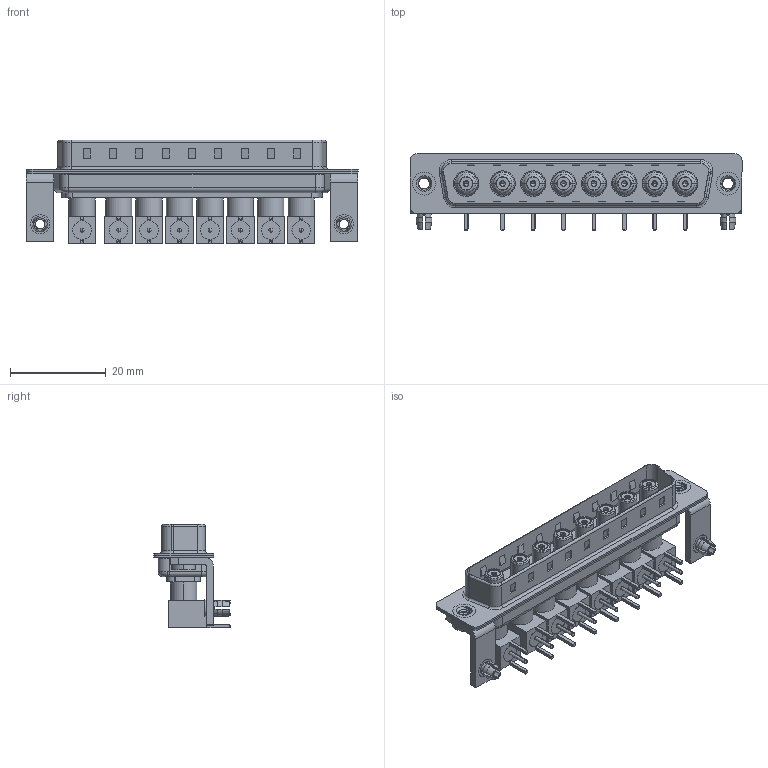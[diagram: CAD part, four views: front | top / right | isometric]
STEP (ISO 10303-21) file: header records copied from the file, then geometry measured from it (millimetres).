
FILE_DESCRIPTION (( 'STEP AP203' ), '1' );
FILE_NAME ('629-8W8-240-7NB.STEP', '2022-05-14T06:12:42', ( '' ), ( '' ), 'SwSTEP 2.0', 'SolidWorks 2020', '' );
FILE_SCHEMA (( 'CONFIG_CONTROL_DESIGN' ));
Length unit declared in the file: millimetre
Products named in the file (22): RA Back Shell; Co-Ax Jack Assy_RA; 629-8W8-240-7NB; 629Combo Board Lock; 629Combo Housing_8W8; Insulator Socket 2; 629Combo Stabilizer Bracket; 629Combo Shell Rear_37 Contacts; Co-Ax Jack_RA PC Tail; 629Combo Shell Front_37 Contacts; Locking Collar; 629Combo Threaded Rivet_2; Socket_RA; Insulator RA Pin; Insulator Socket
Assembly tree (73 placements, depth 3):
  629-8W8-240-7NB
    629Combo Housing_8W8
    629Combo Shell Rear_37 Contacts
    629Combo Shell Front_37 Contacts
    629Combo Threaded Rivet_2  x2
    629Combo Stabilizer Bracket  x2
    629Combo Board Lock  x2
    Co-Ax Jack Assy_RA
      Co-Ax Jack_RA PC Tail
      Insulator Socket
      Insulator Socket 2
      Locking Collar
      Socket_RA
      RA Back Shell
      Insulator RA Pin
    Co-Ax Jack Assy_RA
      Co-Ax Jack_RA PC Tail
      Insulator Socket
      Insulator Socket 2
      Locking Collar
      Socket_RA
      RA Back Shell
      Insulator RA Pin
    Co-Ax Jack Assy_RA
      Co-Ax Jack_RA PC Tail
      Insulator Socket
      Insulator Socket 2
      Locking Collar
      Socket_RA
      RA Back Shell
      Insulator RA Pin
    Co-Ax Jack Assy_RA
      Co-Ax Jack_RA PC Tail
      Insulator Socket
      Insulator Socket 2
      Locking Collar
      Socket_RA
      RA Back Shell
      Insulator RA Pin
    Co-Ax Jack Assy_RA
      Co-Ax Jack_RA PC Tail
      Insulator Socket
      Insulator Socket 2
      Locking Collar
      Socket_RA
      RA Back Shell
      Insulator RA Pin
    Co-Ax Jack Assy_RA
      Co-Ax Jack_RA PC Tail
      Insulator Socket
      Insulator Socket 2
      Locking Collar
      Socket_RA
      RA Back Shell
      Insulator RA Pin
    Co-Ax Jack Assy_RA
      Co-Ax Jack_RA PC Tail
      Insulator Socket
      Insulator Socket 2
      Locking Collar
Bounding box: 69.4 x 16 x 21.71 mm (x, y, z)
Volume: 6409.5 mm3; surface area: 17608 mm2
Topology: 65 solids, 65 shells, 1768 faces, 4189 edges, 2614 vertices
Faces by surface type: cylinder 733, plane 727, cone 180, torus 98, sphere 16, bspline 14
Entity records: 24695 total; most frequent: CARTESIAN_POINT 5080, DIRECTION 3530, ORIENTED_EDGE 3158, EDGE_CURVE 1579, AXIS2_PLACEMENT_3D 1308, VERTEX_POINT 1003, LINE 914, VECTOR 914
